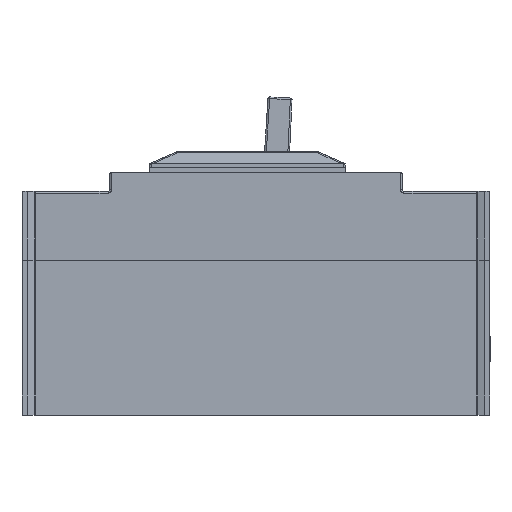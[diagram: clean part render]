
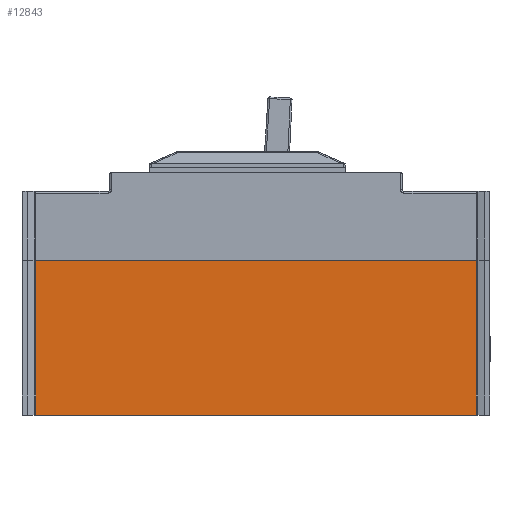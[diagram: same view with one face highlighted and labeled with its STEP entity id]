
A CAD part, left-side view. The second image highlights one B-rep face of the part: STEP entity #12843.
In plain terms, the highlighted planar face has unit normal (-1, 0, 0).
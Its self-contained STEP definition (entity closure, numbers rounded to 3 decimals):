
#32 = AXIS2_PLACEMENT_3D ( 'NONE', #18445, #10873, #7851 ) ;
#309 = VECTOR ( 'NONE', #11528, 1000. ) ;
#561 = EDGE_LOOP ( 'NONE', ( #12517, #10787, #8084, #17707 ) ) ;
#1148 = VERTEX_POINT ( 'NONE', #12566 ) ;
#4621 = LINE ( 'NONE', #15173, #11723 ) ;
#5454 = CARTESIAN_POINT ( 'NONE',  ( -38., -68., 45. ) ) ;
#7467 = EDGE_CURVE ( 'NONE', #1148, #18530, #13217, .T. ) ;
#7851 = DIRECTION ( 'NONE',  ( 0., 0., -1. ) ) ;
#7955 = EDGE_CURVE ( 'NONE', #18530, #11871, #4621, .T. ) ;
#8084 = ORIENTED_EDGE ( 'NONE', *, *, #19152, .T. ) ;
#9261 = PLANE ( 'NONE',  #32 ) ;
#9630 = DIRECTION ( 'NONE',  ( 0., -1., 0. ) ) ;
#10157 = DIRECTION ( 'NONE',  ( 0., 0., 1. ) ) ;
#10560 = LINE ( 'NONE', #11763, #11766 ) ;
#10669 = FACE_OUTER_BOUND ( 'NONE', #561, .T. ) ;
#10787 = ORIENTED_EDGE ( 'NONE', *, *, #7955, .T. ) ;
#10873 = DIRECTION ( 'NONE',  ( 1., 0., 0. ) ) ;
#11528 = DIRECTION ( 'NONE',  ( 0., 1., 0. ) ) ;
#11723 = VECTOR ( 'NONE', #13394, 1000. ) ;
#11763 = CARTESIAN_POINT ( 'NONE',  ( -38., -64., 65. ) ) ;
#11766 = VECTOR ( 'NONE', #10157, 1000. ) ;
#11871 = VERTEX_POINT ( 'NONE', #16629 ) ;
#12517 = ORIENTED_EDGE ( 'NONE', *, *, #7467, .T. ) ;
#12566 = CARTESIAN_POINT ( 'NONE',  ( -38., -64., 45. ) ) ;
#12745 = VECTOR ( 'NONE', #9630, 1000. ) ;
#12843 = ADVANCED_FACE ( 'NONE', ( #10669 ), #9261, .F. ) ;
#13217 = LINE ( 'NONE', #5454, #309 ) ;
#13394 = DIRECTION ( 'NONE',  ( 0., 0., -1. ) ) ;
#14040 = CARTESIAN_POINT ( 'NONE',  ( -38., -68., 0. ) ) ;
#14970 = EDGE_CURVE ( 'NONE', #18062, #1148, #10560, .T. ) ;
#15173 = CARTESIAN_POINT ( 'NONE',  ( -38., 64., 65. ) ) ;
#15424 = CARTESIAN_POINT ( 'NONE',  ( -38., -64., 0. ) ) ;
#16629 = CARTESIAN_POINT ( 'NONE',  ( -38., 64., 0. ) ) ;
#17211 = LINE ( 'NONE', #14040, #12745 ) ;
#17707 = ORIENTED_EDGE ( 'NONE', *, *, #14970, .T. ) ;
#18062 = VERTEX_POINT ( 'NONE', #15424 ) ;
#18272 = CARTESIAN_POINT ( 'NONE',  ( -38., 64., 45. ) ) ;
#18445 = CARTESIAN_POINT ( 'NONE',  ( -38., -68., 65. ) ) ;
#18530 = VERTEX_POINT ( 'NONE', #18272 ) ;
#19152 = EDGE_CURVE ( 'NONE', #11871, #18062, #17211, .T. ) ;
